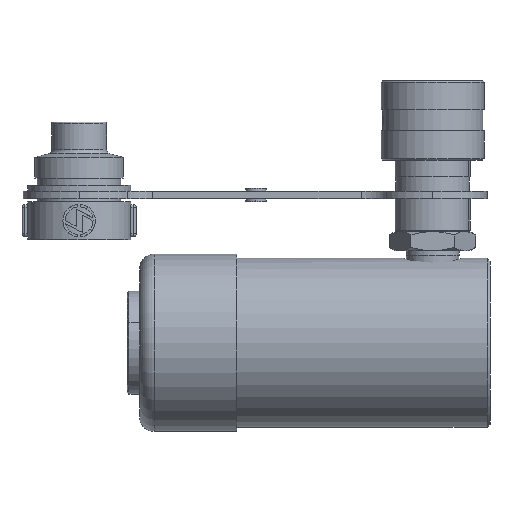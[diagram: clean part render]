
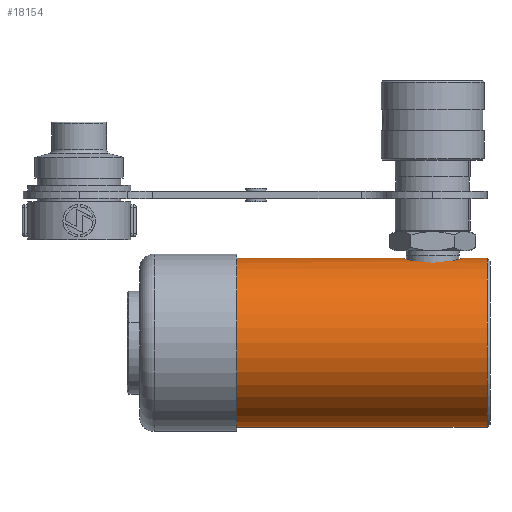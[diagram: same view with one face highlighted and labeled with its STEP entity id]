
A CAD part, left-side view. The second image highlights one B-rep face of the part: STEP entity #18154.
In plain terms, the highlighted cylindrical face has radius 28.75 mm (diameter 57.5 mm), a partial arc.
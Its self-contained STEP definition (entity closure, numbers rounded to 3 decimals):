
#448 = EDGE_CURVE ( 'NONE', #23423, #29489, #758, .T. ) ;
#508 = FACE_OUTER_BOUND ( 'NONE', #52350, .T. ) ;
#671 = EDGE_CURVE ( 'NONE', #36197, #10098, #24185, .T. ) ;
#758 = CIRCLE ( 'NONE', #38624, 28.75 ) ;
#863 = DIRECTION ( 'NONE',  ( 0., -1., 0. ) ) ;
#1780 = ORIENTED_EDGE ( 'NONE', *, *, #25472, .T. ) ;
#1823 = DIRECTION ( 'NONE',  ( 0., 1., 0. ) ) ;
#1995 = B_SPLINE_CURVE_WITH_KNOTS ( 'NONE', 3,
 ( #6153, #5969, #14686, #44516, #18981, #48810, #23279, #53117, #27561, #2006, #31830, #6334, #36131, #10609 ),
 .UNSPECIFIED., .F., .F.,
 ( 4, 2, 2, 2, 2, 2, 4 ),
 ( 0., 0.002, 0.003, 0.004, 0.006, 0.007, 0.009 ),
 .UNSPECIFIED. ) ;
#1997 = CARTESIAN_POINT ( 'NONE',  ( 0., -26.792, -28.75 ) ) ;
#2006 = CARTESIAN_POINT ( 'NONE',  ( -1.779, 29.347, 28.697 ) ) ;
#2144 = CARTESIAN_POINT ( 'NONE',  ( -4.782, 10.71, 28.351 ) ) ;
#2677 = CARTESIAN_POINT ( 'NONE',  ( 0., 29.5, 28.75 ) ) ;
#3180 = CARTESIAN_POINT ( 'NONE',  ( 0., 1., 28.75 ) ) ;
#3957 = CARTESIAN_POINT ( 'NONE',  ( -7.972, 20.659, 27.623 ) ) ;
#4379 = B_SPLINE_CURVE_WITH_KNOTS ( 'NONE', 3,
 ( #5674, #9778, #14217, #44041 ),
 .UNSPECIFIED., .F., .F.,
 ( 4, 4 ),
 ( 0., 0.004 ),
 .UNSPECIFIED. ) ;
#5358 = EDGE_CURVE ( 'NONE', #36197, #14515, #9793, .T. ) ;
#5674 = CARTESIAN_POINT ( 'NONE',  ( -7.517, 16.088, 27.75 ) ) ;
#5969 = CARTESIAN_POINT ( 'NONE',  ( -7.048, 26.629, 27.877 ) ) ;
#6153 = CARTESIAN_POINT ( 'NONE',  ( -7.517, 26.095, 27.75 ) ) ;
#6203 = CARTESIAN_POINT ( 'NONE',  ( -7.517, 12.905, 27.75 ) ) ;
#6312 = CARTESIAN_POINT ( 'NONE',  ( 0., 9.5, 28.75 ) ) ;
#6334 = CARTESIAN_POINT ( 'NONE',  ( -0.711, 29.481, 28.743 ) ) ;
#6428 = CARTESIAN_POINT ( 'NONE',  ( -7.517, -26.792, 27.75 ) ) ;
#6495 = CARTESIAN_POINT ( 'NONE',  ( -5.683, 11.264, 28.184 ) ) ;
#6598 = CARTESIAN_POINT ( 'NONE',  ( 0., 1., -28.75 ) ) ;
#8840 = LINE ( 'NONE', #6428, #52889 ) ;
#9600 = B_SPLINE_CURVE_WITH_KNOTS ( 'NONE', 3,
 ( #6312, #14667, #44674, #19149, #48970, #23425, #53275, #27705, #2144, #31994, #6495, #36278, #10763, #40567, #15024, #44850 ),
 .UNSPECIFIED., .F., .F.,
 ( 4, 2, 2, 2, 2, 2, 2, 4 ),
 ( 0.009, 0.01, 0.011, 0.013, 0.014, 0.015, 0.016, 0.017 ),
 .UNSPECIFIED. ) ;
#9778 = CARTESIAN_POINT ( 'NONE',  ( -7.85, 17.199, 27.66 ) ) ;
#9793 = CIRCLE ( 'NONE', #15488, 28.75 ) ;
#9847 = CARTESIAN_POINT ( 'NONE',  ( -8.014, 19.5, 27.611 ) ) ;
#10098 = VERTEX_POINT ( 'NONE', #2677 ) ;
#10609 = CARTESIAN_POINT ( 'NONE',  ( 0., 29.5, 28.75 ) ) ;
#10763 = CARTESIAN_POINT ( 'NONE',  ( -6.516, 11.906, 28.003 ) ) ;
#10900 = ORIENTED_EDGE ( 'NONE', *, *, #18445, .T. ) ;
#12573 = CARTESIAN_POINT ( 'NONE',  ( -7.806, 21.797, 27.67 ) ) ;
#14040 = AXIS2_PLACEMENT_3D ( 'NONE', #38829, #38657, #30434 ) ;
#14217 = CARTESIAN_POINT ( 'NONE',  ( -8.014, 18.336, 27.611 ) ) ;
#14515 = VERTEX_POINT ( 'NONE', #35351 ) ;
#14667 = CARTESIAN_POINT ( 'NONE',  ( -0.355, 9.5, 28.75 ) ) ;
#14686 = CARTESIAN_POINT ( 'NONE',  ( -6.532, 27.104, 28.004 ) ) ;
#14793 = EDGE_CURVE ( 'NONE', #22342, #48189, #36148, .T. ) ;
#15024 = CARTESIAN_POINT ( 'NONE',  ( -7.283, 12.638, 27.813 ) ) ;
#15488 = AXIS2_PLACEMENT_3D ( 'NONE', #26454, #863, #30711 ) ;
#16168 = CARTESIAN_POINT ( 'NONE',  ( 0., 9.5, 28.75 ) ) ;
#16715 = EDGE_CURVE ( 'NONE', #33238, #10098, #1995, .T. ) ;
#16828 = CARTESIAN_POINT ( 'NONE',  ( -7.517, 22.912, 27.75 ) ) ;
#18154 = ADVANCED_FACE ( 'NONE', ( #508 ), #49595, .T. ) ;
#18445 = EDGE_CURVE ( 'NONE', #31631, #22342, #4379, .T. ) ;
#18530 = CARTESIAN_POINT ( 'NONE',  ( -7.517, 26.095, 27.75 ) ) ;
#18981 = CARTESIAN_POINT ( 'NONE',  ( -5.393, 27.929, 28.241 ) ) ;
#19149 = CARTESIAN_POINT ( 'NONE',  ( -1.421, 9.595, 28.717 ) ) ;
#19389 = ORIENTED_EDGE ( 'NONE', *, *, #22728, .F. ) ;
#19736 = LINE ( 'NONE', #1997, #42396 ) ;
#19754 = LINE ( 'NONE', #35871, #51840 ) ;
#20877 = EDGE_CURVE ( 'NONE', #44012, #29489, #19754, .T. ) ;
#21529 = ORIENTED_EDGE ( 'NONE', *, *, #5358, .T. ) ;
#22342 = VERTEX_POINT ( 'NONE', #9847 ) ;
#22728 = EDGE_CURVE ( 'NONE', #33238, #48189, #38659, .T. ) ;
#23279 = CARTESIAN_POINT ( 'NONE',  ( -4.464, 28.455, 28.403 ) ) ;
#23423 = VERTEX_POINT ( 'NONE', #6598 ) ;
#23425 = CARTESIAN_POINT ( 'NONE',  ( -2.824, 9.881, 28.62 ) ) ;
#23616 = ORIENTED_EDGE ( 'NONE', *, *, #448, .T. ) ;
#24185 = LINE ( 'NONE', #26845, #48892 ) ;
#24215 = VERTEX_POINT ( 'NONE', #6203 ) ;
#24346 = CARTESIAN_POINT ( 'NONE',  ( -7.517, 22.912, 27.75 ) ) ;
#24843 = DIRECTION ( 'NONE',  ( 0., -1., 0. ) ) ;
#25028 = ORIENTED_EDGE ( 'NONE', *, *, #14793, .T. ) ;
#25472 = EDGE_CURVE ( 'NONE', #44012, #24215, #9600, .T. ) ;
#25989 = VECTOR ( 'NONE', #24843, 1000. ) ;
#26454 = CARTESIAN_POINT ( 'NONE',  ( 0., 88.4, 0. ) ) ;
#26845 = CARTESIAN_POINT ( 'NONE',  ( 0., -26.792, 28.75 ) ) ;
#27561 = CARTESIAN_POINT ( 'NONE',  ( -2.828, 29.119, 28.619 ) ) ;
#27705 = CARTESIAN_POINT ( 'NONE',  ( -4.464, 10.545, 28.403 ) ) ;
#29236 = ORIENTED_EDGE ( 'NONE', *, *, #44576, .T. ) ;
#29489 = VERTEX_POINT ( 'NONE', #3180 ) ;
#29595 = ORIENTED_EDGE ( 'NONE', *, *, #671, .F. ) ;
#30434 = DIRECTION ( 'NONE',  ( 0., 0., -1. ) ) ;
#30711 = DIRECTION ( 'NONE',  ( 0., 0., -1. ) ) ;
#31631 = VERTEX_POINT ( 'NONE', #44907 ) ;
#31830 = CARTESIAN_POINT ( 'NONE',  ( -1.422, 29.405, 28.717 ) ) ;
#31994 = CARTESIAN_POINT ( 'NONE',  ( -5.39, 11.07, 28.242 ) ) ;
#33238 = VERTEX_POINT ( 'NONE', #18530 ) ;
#33407 = ORIENTED_EDGE ( 'NONE', *, *, #20877, .F. ) ;
#33492 = EDGE_CURVE ( 'NONE', #31631, #24215, #8840, .T. ) ;
#33771 = CARTESIAN_POINT ( 'NONE',  ( -8.014, 20.08, 27.611 ) ) ;
#35351 = CARTESIAN_POINT ( 'NONE',  ( 0., 88.4, -28.75 ) ) ;
#35871 = CARTESIAN_POINT ( 'NONE',  ( 0., -26.792, 28.75 ) ) ;
#36131 = CARTESIAN_POINT ( 'NONE',  ( -0.356, 29.5, 28.75 ) ) ;
#36148 = B_SPLINE_CURVE_WITH_KNOTS ( 'NONE', 3,
 ( #38075, #33771, #3957, #12573, #42347, #16828 ),
 .UNSPECIFIED., .F., .F.,
 ( 4, 2, 4 ),
 ( 0.004, 0.005, 0.007 ),
 .UNSPECIFIED. ) ;
#36197 = VERTEX_POINT ( 'NONE', #39477 ) ;
#36278 = CARTESIAN_POINT ( 'NONE',  ( -6.246, 11.683, 28.065 ) ) ;
#36877 = DIRECTION ( 'NONE',  ( 0., 0., 1. ) ) ;
#37533 = CARTESIAN_POINT ( 'NONE',  ( -7.517, -26.792, 27.75 ) ) ;
#38075 = CARTESIAN_POINT ( 'NONE',  ( -8.014, 19.5, 27.611 ) ) ;
#38624 = AXIS2_PLACEMENT_3D ( 'NONE', #50740, #1823, #36877 ) ;
#38657 = DIRECTION ( 'NONE',  ( 0., -1., 0. ) ) ;
#38659 = LINE ( 'NONE', #37533, #25989 ) ;
#38829 = CARTESIAN_POINT ( 'NONE',  ( 0., -26.792, 0. ) ) ;
#39477 = CARTESIAN_POINT ( 'NONE',  ( 0., 88.4, 28.75 ) ) ;
#40143 = DIRECTION ( 'NONE',  ( 0., -1., 0. ) ) ;
#40567 = CARTESIAN_POINT ( 'NONE',  ( -7.034, 12.384, 27.877 ) ) ;
#40638 = ORIENTED_EDGE ( 'NONE', *, *, #16715, .T. ) ;
#42347 = CARTESIAN_POINT ( 'NONE',  ( -7.683, 22.358, 27.705 ) ) ;
#42396 = VECTOR ( 'NONE', #44506, 1000. ) ;
#42595 = DIRECTION ( 'NONE',  ( 0., -1., 0. ) ) ;
#44012 = VERTEX_POINT ( 'NONE', #16168 ) ;
#44041 = CARTESIAN_POINT ( 'NONE',  ( -8.014, 19.5, 27.611 ) ) ;
#44506 = DIRECTION ( 'NONE',  ( 0., -1., 0. ) ) ;
#44516 = CARTESIAN_POINT ( 'NONE',  ( -5.687, 27.733, 28.183 ) ) ;
#44576 = EDGE_CURVE ( 'NONE', #14515, #23423, #19736, .T. ) ;
#44674 = CARTESIAN_POINT ( 'NONE',  ( -0.71, 9.519, 28.743 ) ) ;
#44850 = CARTESIAN_POINT ( 'NONE',  ( -7.517, 12.905, 27.75 ) ) ;
#44907 = CARTESIAN_POINT ( 'NONE',  ( -7.517, 16.088, 27.75 ) ) ;
#45888 = ORIENTED_EDGE ( 'NONE', *, *, #33492, .F. ) ;
#48189 = VERTEX_POINT ( 'NONE', #24346 ) ;
#48810 = CARTESIAN_POINT ( 'NONE',  ( -4.781, 28.29, 28.351 ) ) ;
#48892 = VECTOR ( 'NONE', #42595, 1000. ) ;
#48906 = DIRECTION ( 'NONE',  ( 0., -1., 0. ) ) ;
#48970 = CARTESIAN_POINT ( 'NONE',  ( -1.778, 9.653, 28.697 ) ) ;
#49595 = CYLINDRICAL_SURFACE ( 'NONE', #14040, 28.75 ) ;
#50740 = CARTESIAN_POINT ( 'NONE',  ( 0., 1., 0. ) ) ;
#51840 = VECTOR ( 'NONE', #40143, 1000. ) ;
#52350 = EDGE_LOOP ( 'NONE', ( #29595, #21529, #29236, #23616, #33407, #1780, #45888, #10900, #25028, #19389, #40638 ) ) ;
#52889 = VECTOR ( 'NONE', #48906, 1000. ) ;
#53117 = CARTESIAN_POINT ( 'NONE',  ( -3.498, 28.895, 28.544 ) ) ;
#53275 = CARTESIAN_POINT ( 'NONE',  ( -3.495, 10.104, 28.544 ) ) ;
